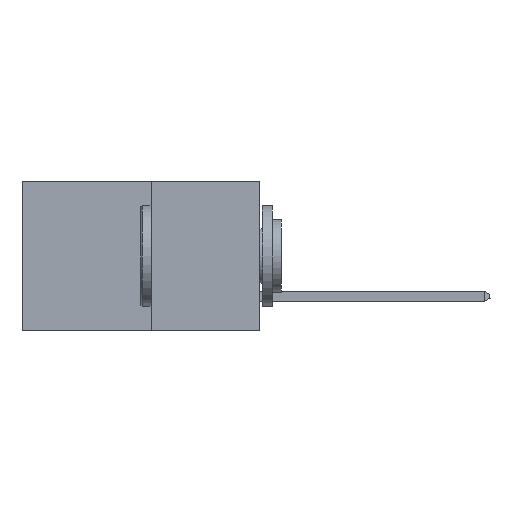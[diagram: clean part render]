
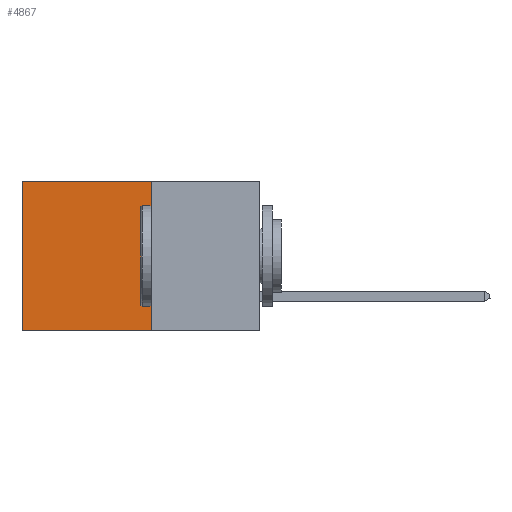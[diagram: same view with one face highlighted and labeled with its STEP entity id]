
A CAD part, left-side view. The second image highlights one B-rep face of the part: STEP entity #4867.
In plain terms, the highlighted planar face has unit normal (-1, 0, 0).
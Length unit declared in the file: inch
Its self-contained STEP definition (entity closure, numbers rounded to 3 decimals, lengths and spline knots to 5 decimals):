
#67 = LINE ( 'NONE', #10857, #4665 ) ;
#924 = DIRECTION ( 'NONE',  ( 1., 0., 0. ) ) ;
#2277 = VERTEX_POINT ( 'NONE', #20203 ) ;
#3054 = DIRECTION ( 'NONE',  ( 0., 1., 0. ) ) ;
#3642 = DIRECTION ( 'NONE',  ( 0., 1., 0. ) ) ;
#4514 = AXIS2_PLACEMENT_3D ( 'NONE', #23442, #924, #23409 ) ;
#4665 = VECTOR ( 'NONE', #3054, 39.37008 ) ;
#4867 = ADVANCED_FACE ( 'NONE', ( #19544 ), #8156, .F. ) ;
#5612 = CARTESIAN_POINT ( 'NONE',  ( 0.277, 0.27, 0. ) ) ;
#7095 = ORIENTED_EDGE ( 'NONE', *, *, #20827, .F. ) ;
#7345 = DIRECTION ( 'NONE',  ( 0., 0., -1. ) ) ;
#7571 = CARTESIAN_POINT ( 'NONE',  ( 0.277, 0.59, -0.37 ) ) ;
#8156 = PLANE ( 'NONE',  #4514 ) ;
#9371 = ORIENTED_EDGE ( 'NONE', *, *, #11688, .F. ) ;
#9446 = VERTEX_POINT ( 'NONE', #15980 ) ;
#9832 = VECTOR ( 'NONE', #3642, 39.37008 ) ;
#10433 = EDGE_CURVE ( 'NONE', #24452, #23945, #17365, .T. ) ;
#10477 = CARTESIAN_POINT ( 'NONE',  ( 0.277, 0.59, -0.37 ) ) ;
#10857 = CARTESIAN_POINT ( 'NONE',  ( 0.277, 0.27, -0.37 ) ) ;
#11512 = DIRECTION ( 'NONE',  ( 0., 0., -1. ) ) ;
#11688 = EDGE_CURVE ( 'NONE', #2277, #9446, #22843, .T. ) ;
#12193 = VECTOR ( 'NONE', #11512, 39.37008 ) ;
#12606 = ORIENTED_EDGE ( 'NONE', *, *, #10433, .T. ) ;
#12745 = ORIENTED_EDGE ( 'NONE', *, *, #24752, .T. ) ;
#15615 = LINE ( 'NONE', #5612, #9832 ) ;
#15980 = CARTESIAN_POINT ( 'NONE',  ( 0.277, 0.27, -0.37 ) ) ;
#17365 = LINE ( 'NONE', #7571, #12193 ) ;
#17641 = VECTOR ( 'NONE', #7345, 39.37008 ) ;
#19544 = FACE_OUTER_BOUND ( 'NONE', #24839, .T. ) ;
#20203 = CARTESIAN_POINT ( 'NONE',  ( 0.277, 0.27, 0. ) ) ;
#20827 = EDGE_CURVE ( 'NONE', #9446, #23945, #67, .T. ) ;
#21020 = CARTESIAN_POINT ( 'NONE',  ( 0.277, 0.27, -0.37 ) ) ;
#22843 = LINE ( 'NONE', #21020, #17641 ) ;
#23409 = DIRECTION ( 'NONE',  ( 0., 0., -1. ) ) ;
#23442 = CARTESIAN_POINT ( 'NONE',  ( 0.277, 0.27, -0.37 ) ) ;
#23945 = VERTEX_POINT ( 'NONE', #10477 ) ;
#24323 = CARTESIAN_POINT ( 'NONE',  ( 0.277, 0.59, 0. ) ) ;
#24452 = VERTEX_POINT ( 'NONE', #24323 ) ;
#24752 = EDGE_CURVE ( 'NONE', #2277, #24452, #15615, .T. ) ;
#24839 = EDGE_LOOP ( 'NONE', ( #12606, #7095, #9371, #12745 ) ) ;
